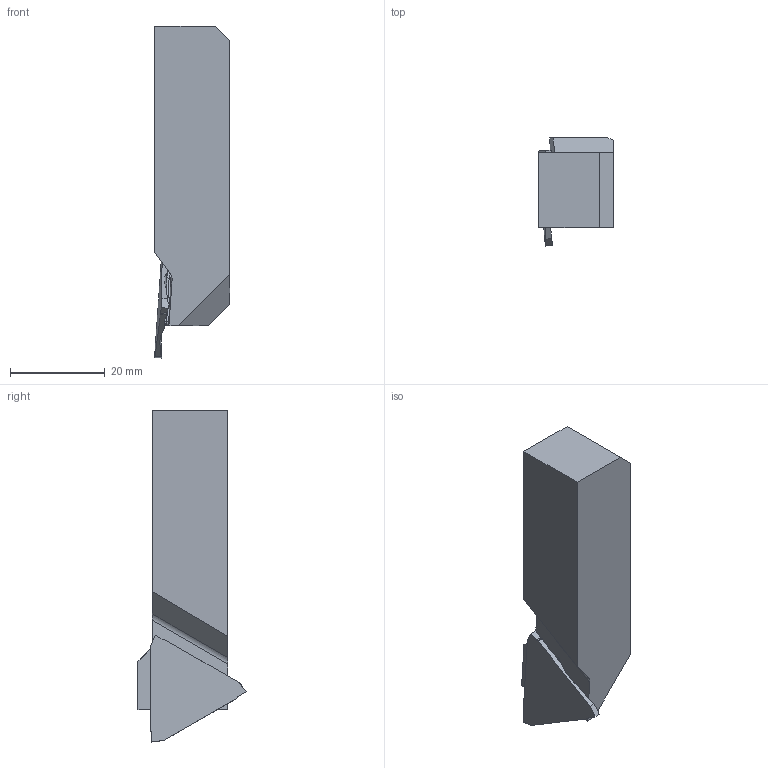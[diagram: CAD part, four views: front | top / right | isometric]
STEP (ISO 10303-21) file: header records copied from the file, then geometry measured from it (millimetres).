
FILE_DESCRIPTION(/* description */ (''),/* implementation_level */ '2;1');
FILE_NAME(/* name */ '1573097894960.stp',/* time_stamp */ '2019-11-07T09:08:29+06:00',/* author */ (''),/* organization */ ('SMS'),/* preprocessor_version */ 'ST-DEVELOPER v16.7',/* originating_system */ 'SIEMENS PLM Software NX 12.0',/* authorisation */ '');
FILE_SCHEMA (('AUTOMOTIVE_DESIGN { 1 0 10303 214 3 1 1 1 }'));
Length unit declared in the file: millimetre
Products named in the file (4): ASSEMBLY_CONSTRUCTION; 202514411mod000_00; 202578842mod000_00; 202578841mod000_00
Assembly tree (3 placements, depth 2):
  202578841mod000_00
    202578842mod000_00
    202514411mod000_00
    ASSEMBLY_CONSTRUCTION
Bounding box: 15.93 x 22.83 x 70.11 mm (x, y, z)
Volume: 15395.5 mm3; surface area: 5024.3 mm2
Topology: 2 solids, 2 shells, 117 faces, 301 edges, 198 vertices
Faces by surface type: plane 55, cylinder 29, bspline 18, torus 6, sphere 6, cone 3
Entity records: 4123 total; most frequent: CARTESIAN_POINT 1197, ORIENTED_EDGE 600, DIRECTION 551, EDGE_CURVE 300, AXIS2_PLACEMENT_3D 198, VERTEX_POINT 187, LINE 155, VECTOR 155
